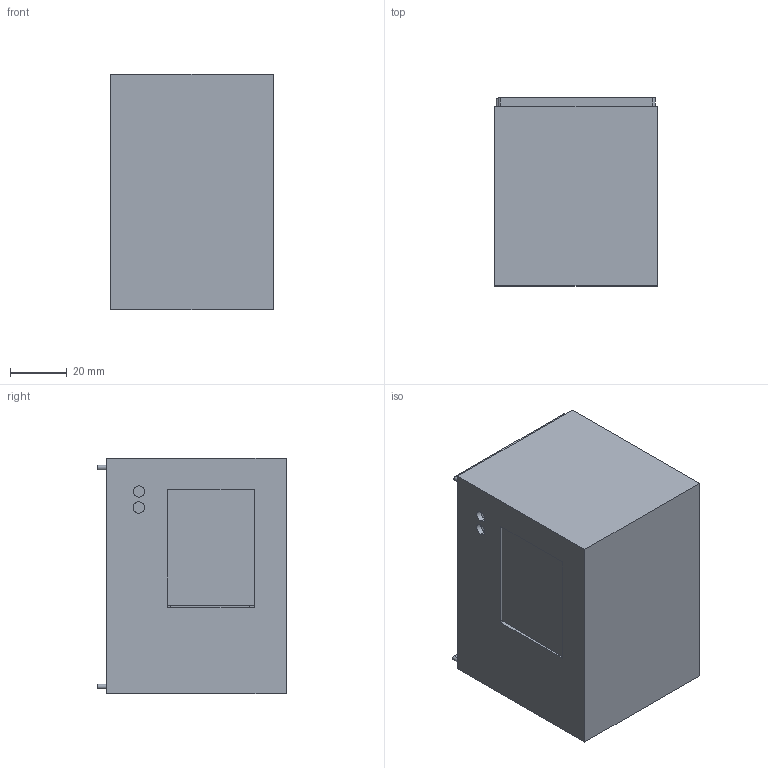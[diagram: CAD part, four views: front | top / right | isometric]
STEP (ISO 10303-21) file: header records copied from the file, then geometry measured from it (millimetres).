
FILE_DESCRIPTION (( 'STEP AP203' ), '1' );
FILE_NAME ('GOVDE_METAL.STEP', '2024-12-08T07:34:09', ( '' ), ( '' ), 'SwSTEP 2.0', 'SolidWorks 2018', '' );
FILE_SCHEMA (( 'CONFIG_CONTROL_DESIGN' ));
Length unit declared in the file: centimetre
Products named in the file (3): ST7735.step; GOVDE_METAL; GÖVDE
Assembly tree (2 placements, depth 2):
  GOVDE_METAL
    GÖVDE
    ST7735.step
Bounding box: 57 x 66.22 x 82.93 mm (x, y, z)
Volume: 83749.1 mm3; surface area: 54426.7 mm2
Topology: 2 solids, 2 shells, 388 faces, 987 edges, 626 vertices
Faces by surface type: plane 283, bspline 80, cylinder 25
Entity records: 12738 total; most frequent: CARTESIAN_POINT 3206, ORIENTED_EDGE 1974, DIRECTION 1663, EDGE_CURVE 987, VECTOR 937, LINE 937, VERTEX_POINT 626, EDGE_LOOP 461
